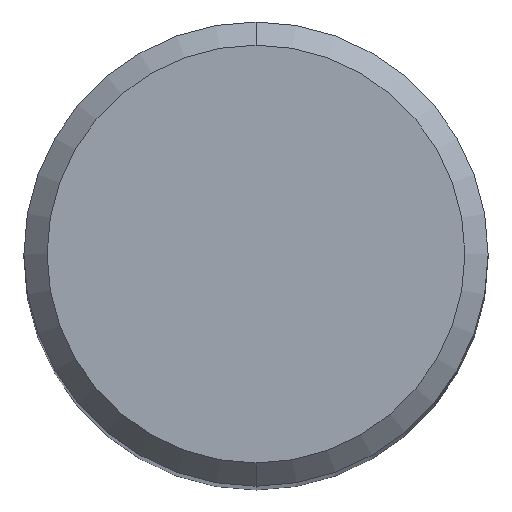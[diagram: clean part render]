
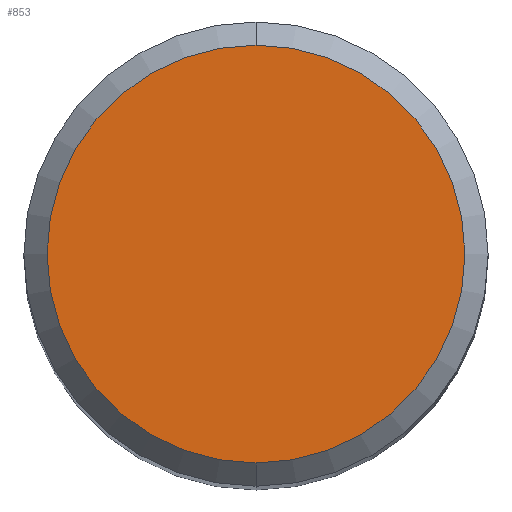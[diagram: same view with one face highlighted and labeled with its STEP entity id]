
A CAD part, top view. The second image highlights one B-rep face of the part: STEP entity #853.
In plain terms, the highlighted planar face has unit normal (0, 0, 1).
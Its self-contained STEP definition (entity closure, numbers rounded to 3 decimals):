
#443=EDGE_CURVE('',#527,#723,#1098,.T.);
#527=VERTEX_POINT('',#1185);
#723=VERTEX_POINT('',#1401);
#745=EDGE_CURVE('',#723,#527,#1424,.T.);
#853=ADVANCED_FACE('',(#1540),#1541,.T.);
#1098=CIRCLE('',#2016,3.6);
#1185=CARTESIAN_POINT('',(0.0,3.6,0.));
#1401=CARTESIAN_POINT('',(0.,-3.6,0.));
#1424=CIRCLE('',#5920,3.6);
#1540=FACE_OUTER_BOUND('',#7986,.T.);
#1541=PLANE('',#7987);
#2016=AXIS2_PLACEMENT_3D('',#9880,#9881,#9882);
#5920=AXIS2_PLACEMENT_3D('',#10159,#10160,#10161);
#7986=EDGE_LOOP('',(#10293,#10294));
#7987=AXIS2_PLACEMENT_3D('',#10295,#10296,#10297);
#9880=CARTESIAN_POINT('',(0.0,0.0,0.));
#9881=DIRECTION('',(0.0,0.0,-1.0));
#9882=DIRECTION('',(0.0,1.0,0.0));
#10159=CARTESIAN_POINT('',(0.0,0.0,0.));
#10160=DIRECTION('',(0.0,0.0,-1.0));
#10161=DIRECTION('',(0.0,1.0,0.0));
#10293=ORIENTED_EDGE('',*,*,#443,.F.);
#10294=ORIENTED_EDGE('',*,*,#745,.F.);
#10295=CARTESIAN_POINT('',(0.0,1.8,0.));
#10296=DIRECTION('',(-0.0,0.0,1.0));
#10297=DIRECTION('',(0.0,-1.0,0.0));
